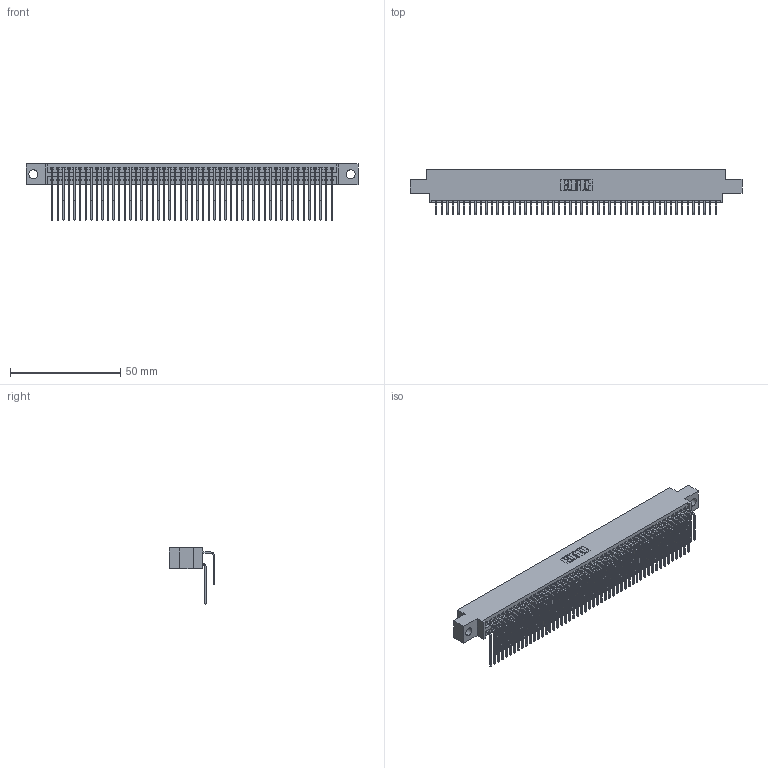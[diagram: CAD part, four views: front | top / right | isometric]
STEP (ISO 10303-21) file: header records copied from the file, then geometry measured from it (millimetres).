
FILE_DESCRIPTION (( 'STEP AP203' ), '1' );
FILE_NAME ('395-102-559-804.STEP', '2021-06-17T15:49:12', ( '' ), ( '' ), 'SwSTEP 2.0', 'SolidWorks 2020', '' );
FILE_SCHEMA (( 'CONFIG_CONTROL_DESIGN' ));
Length unit declared in the file: inch
Products named in the file (4): 345 Part_0.170 Offset - 0.156 Dia-TI; 345-292-001_558 559 Tail - 1; 395-102-559-804; 345-292-001_559 Tail - 2
Assembly tree (103 placements, depth 2):
  395-102-559-804
    345 Part_0.170 Offset - 0.156 Dia-TI
    345-292-001_558 559 Tail - 1  x51
    345-292-001_559 Tail - 2  x51
Bounding box: 150.75 x 20.56 x 25.53 mm (x, y, z)
Volume: 15096.5 mm3; surface area: 25251.5 mm2
Topology: 103 solids, 103 shells, 5448 faces, 16199 edges, 10662 vertices
Faces by surface type: plane 3668, cylinder 1780
Entity records: 41007 total; most frequent: CARTESIAN_POINT 6917, ORIENTED_EDGE 6798, DIRECTION 6059, EDGE_CURVE 3399, VECTOR 3023, LINE 3023, VERTEX_POINT 2262, AXIS2_PLACEMENT_3D 1518
